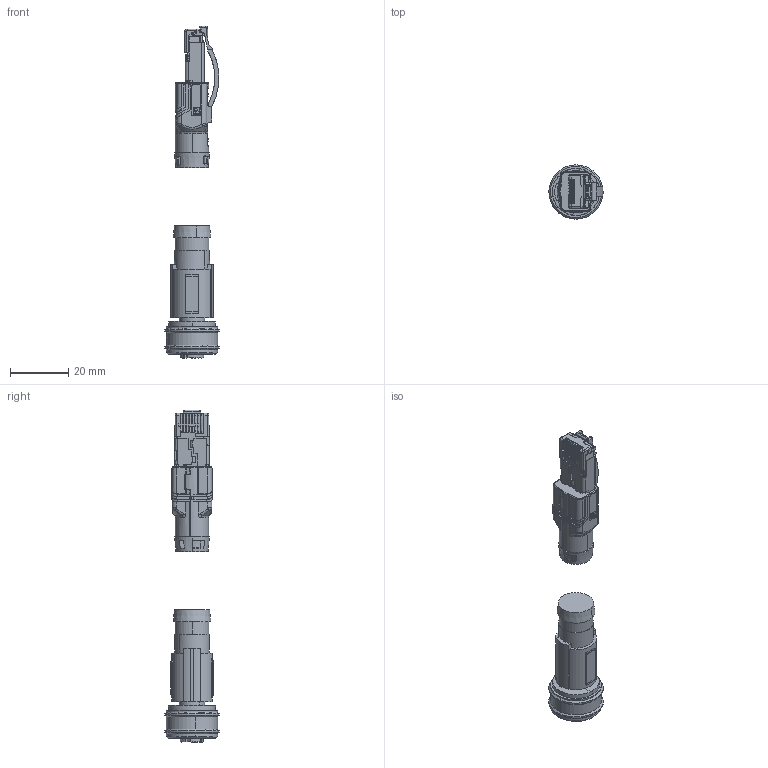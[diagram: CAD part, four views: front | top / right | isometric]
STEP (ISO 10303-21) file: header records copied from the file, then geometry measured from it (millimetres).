
FILE_DESCRIPTION(('Creo Elements/Direct Modeling STEP Export'),'2;1');
FILE_NAME('model.stp','2023-03-07T10:52:07',(''),(''),'Creo Elements/Direct Modeling STEP processor for AP214 (Solid Model)','Creo Elements/Direct Modeling 20.1D 10-Oct-2020 (C) Parametric Technology GmbH','');
FILE_SCHEMA(('AUTOMOTIVE_DESIGN { 1 0 10303 214 1 1 1 1 }'));
Length unit declared in the file: millimetre
Products named in the file (3): SAC_4P_P12FSD-select; VS_PNRJ45-select; NBC_P12FSD_..._R4AC-select
Assembly tree (2 placements, depth 2):
  NBC_P12FSD_..._R4AC-select
    VS_PNRJ45-select
    SAC_4P_P12FSD-select
Bounding box: 18.6 x 18.6 x 113.73 mm (x, y, z)
Volume: 11486.7 mm3; surface area: 8138.2 mm2
Topology: 2 solids, 13 shells, 1700 faces, 4664 edges, 3024 vertices
Faces by surface type: plane 1015, cylinder 454, cone 86, bspline 62, extrusion 44, torus 35, sphere 4
Entity records: 77415 total; most frequent: CARTESIAN_POINT 24658, ORIENTED_EDGE 9324, DIRECTION 7829, EDGE_CURVE 4658, VERTEX_POINT 3024, VECTOR 2983, LINE 2939, AXIS2_PLACEMENT_3D 2423
